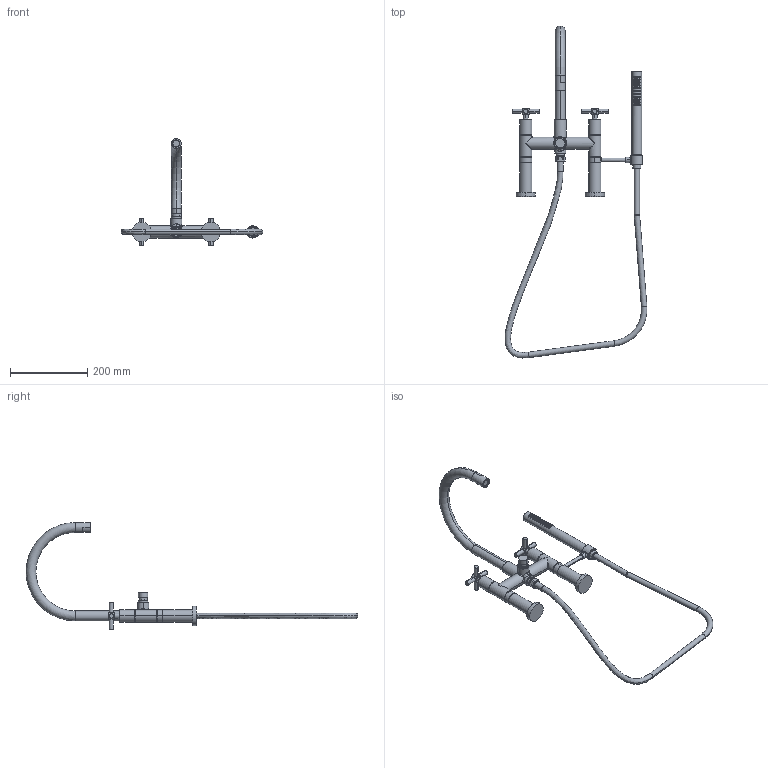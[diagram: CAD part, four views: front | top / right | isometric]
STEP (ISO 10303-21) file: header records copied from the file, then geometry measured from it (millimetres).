
FILE_DESCRIPTION((''),'2;1');
FILE_NAME('1500-4272_','2023-02-24T00:03:36',('nehatek'),(''),'CREO PARAMETRIC BY PTC INC, 2019352','CREO PARAMETRIC BY PTC INC, 2019352','');
FILE_SCHEMA(('CONFIG_CONTROL_DESIGN'));
Length unit declared in the file: inch
Products named in the file (1): 1500-4272_
Bounding box: 366.54 x 858.25 x 276.23 mm (x, y, z)
Volume: 1171375.9 mm3; surface area: 214958.6 mm2
Topology: 5 solids, 5 shells, 1178 faces, 2624 edges, 1591 vertices
Faces by surface type: bspline 662, cylinder 321, plane 131, cone 30, torus 24, sphere 10
Entity records: 139921 total; most frequent: CARTESIAN_POINT 118882, ORIENTED_EDGE 5248, EDGE_CURVE 2624, DIRECTION 2599, VERTEX_POINT 1591, B_SPLINE_CURVE_WITH_KNOTS 1530, EDGE_LOOP 1315, FACE_OUTER_BOUND 1178
